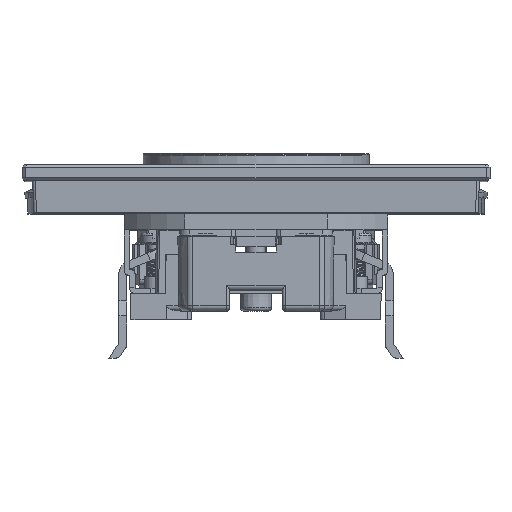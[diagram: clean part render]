
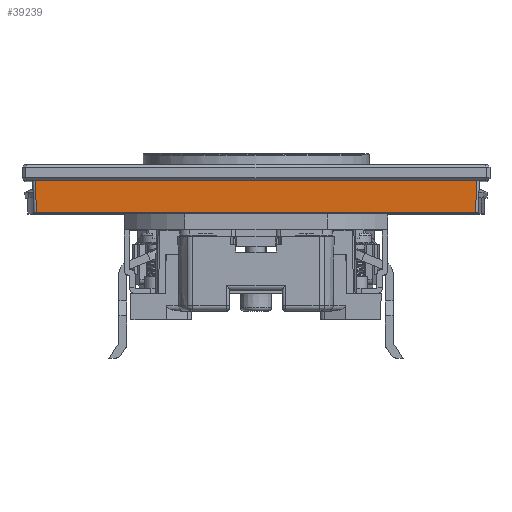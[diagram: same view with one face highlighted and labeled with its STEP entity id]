
A CAD part, top view. The second image highlights one B-rep face of the part: STEP entity #39239.
In plain terms, the highlighted planar face has unit normal (0, -0.035, 0.999).
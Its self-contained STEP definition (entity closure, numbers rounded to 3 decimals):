
#1009 = VERTEX_POINT ( 'NONE', #81845 ) ;
#3111 = VERTEX_POINT ( 'NONE', #75098 ) ;
#10153 = LINE ( 'NONE', #50194, #91888 ) ;
#15786 = EDGE_CURVE ( 'NONE', #1009, #3111, #60802, .T. ) ;
#17391 = CARTESIAN_POINT ( 'NONE',  ( -158.5, 6.2, 59. ) ) ;
#17443 = CARTESIAN_POINT ( 'NONE',  ( -158.5, 6.2, 59. ) ) ;
#19623 = EDGE_LOOP ( 'NONE', ( #24367, #27040, #64501, #37969 ) ) ;
#20048 = CARTESIAN_POINT ( 'NONE',  ( -241.5, 6.2, 59. ) ) ;
#24367 = ORIENTED_EDGE ( 'NONE', *, *, #82261, .F. ) ;
#27040 = ORIENTED_EDGE ( 'NONE', *, *, #117076, .F. ) ;
#32334 = VERTEX_POINT ( 'NONE', #17443 ) ;
#37969 = ORIENTED_EDGE ( 'NONE', *, *, #111242, .F. ) ;
#39239 = ADVANCED_FACE ( 'NONE', ( #105308 ), #94813, .T. ) ;
#50194 = CARTESIAN_POINT ( 'NONE',  ( -241.5, 6.2, 59. ) ) ;
#58392 = VERTEX_POINT ( 'NONE', #96848 ) ;
#60802 = LINE ( 'NONE', #20048, #68194 ) ;
#64501 = ORIENTED_EDGE ( 'NONE', *, *, #15786, .T. ) ;
#65433 = DIRECTION ( 'NONE',  ( -1., 0., 0. ) ) ;
#68194 = VECTOR ( 'NONE', #119890, 1000. ) ;
#75098 = CARTESIAN_POINT ( 'NONE',  ( -241.287, 0.097, 58.787 ) ) ;
#77069 = CARTESIAN_POINT ( 'NONE',  ( -244.781, 6.2, 59. ) ) ;
#81845 = CARTESIAN_POINT ( 'NONE',  ( -241.5, 6.2, 59. ) ) ;
#82261 = EDGE_CURVE ( 'NONE', #32334, #58392, #88343, .T. ) ;
#86425 = LINE ( 'NONE', #94969, #125503 ) ;
#88343 = LINE ( 'NONE', #17391, #109762 ) ;
#91888 = VECTOR ( 'NONE', #117879, 1000. ) ;
#94813 = PLANE ( 'NONE',  #119687 ) ;
#94969 = CARTESIAN_POINT ( 'NONE',  ( -158.713, 0.097, 58.787 ) ) ;
#96241 = DIRECTION ( 'NONE',  ( -0.035, -0.999, -0.035 ) ) ;
#96848 = CARTESIAN_POINT ( 'NONE',  ( -158.713, 0.097, 58.787 ) ) ;
#105308 = FACE_OUTER_BOUND ( 'NONE', #19623, .T. ) ;
#106611 = DIRECTION ( 'NONE',  ( -1., 0., 0. ) ) ;
#109762 = VECTOR ( 'NONE', #96241, 1000. ) ;
#111242 = EDGE_CURVE ( 'NONE', #58392, #3111, #86425, .T. ) ;
#117076 = EDGE_CURVE ( 'NONE', #1009, #32334, #10153, .T. ) ;
#117879 = DIRECTION ( 'NONE',  ( 1., 0., 0. ) ) ;
#119687 = AXIS2_PLACEMENT_3D ( 'NONE', #77069, #126309, #106611 ) ;
#119890 = DIRECTION ( 'NONE',  ( 0.035, -0.999, -0.035 ) ) ;
#125503 = VECTOR ( 'NONE', #65433, 1000. ) ;
#126309 = DIRECTION ( 'NONE',  ( 0., -0.035, 0.999 ) ) ;
